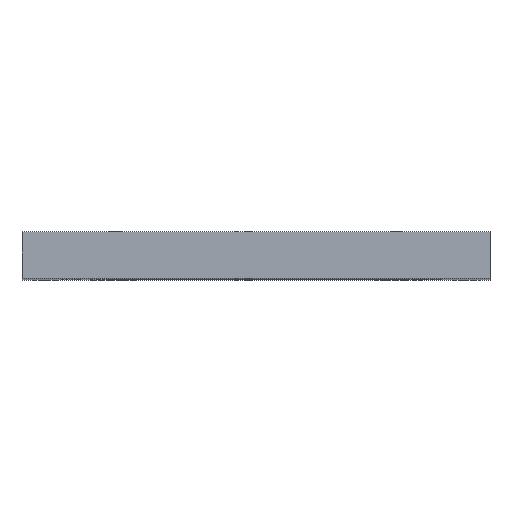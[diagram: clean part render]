
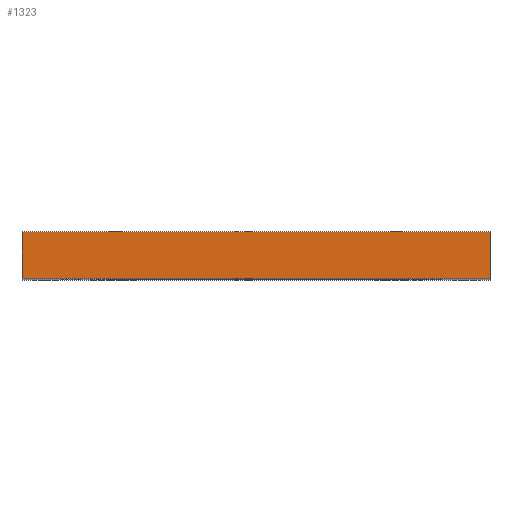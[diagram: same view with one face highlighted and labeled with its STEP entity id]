
A CAD part, top view. The second image highlights one B-rep face of the part: STEP entity #1323.
In plain terms, the highlighted planar face has unit normal (0, 0, 1).
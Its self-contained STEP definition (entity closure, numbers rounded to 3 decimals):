
#116=PLANE('',#1488);
#179=FACE_OUTER_BOUND('',#291,.T.);
#291=EDGE_LOOP('',(#1086,#1087,#1088,#1089));
#369=LINE('',#1943,#453);
#386=LINE('',#1997,#470);
#392=LINE('',#2015,#476);
#416=LINE('',#2208,#500);
#453=VECTOR('',#1544,10.);
#470=VECTOR('',#1591,10.);
#476=VECTOR('',#1607,10.);
#500=VECTOR('',#1829,10.);
#622=VERTEX_POINT('',#1940);
#623=VERTEX_POINT('',#1942);
#645=VERTEX_POINT('',#1995);
#652=VERTEX_POINT('',#2013);
#753=EDGE_CURVE('',#623,#622,#369,.T.);
#780=EDGE_CURVE('',#645,#622,#386,.T.);
#789=EDGE_CURVE('',#652,#645,#392,.T.);
#872=EDGE_CURVE('',#623,#652,#416,.T.);
#1086=ORIENTED_EDGE('',*,*,#872,.F.);
#1087=ORIENTED_EDGE('',*,*,#753,.T.);
#1088=ORIENTED_EDGE('',*,*,#780,.F.);
#1089=ORIENTED_EDGE('',*,*,#789,.F.);
#1323=ADVANCED_FACE('',(#179),#116,.T.);
#1488=AXIS2_PLACEMENT_3D('',#2207,#1827,#1828);
#1544=DIRECTION('',(0.,1.,0.));
#1591=DIRECTION('',(1.,0.,0.));
#1607=DIRECTION('',(0.,1.,0.));
#1827=DIRECTION('center_axis',(0.,0.,1.));
#1828=DIRECTION('ref_axis',(1.,0.,0.));
#1829=DIRECTION('',(-1.,0.,0.));
#1940=CARTESIAN_POINT('',(30.,6.,70.));
#1942=CARTESIAN_POINT('',(30.,0.,70.));
#1943=CARTESIAN_POINT('',(30.,0.,70.));
#1995=CARTESIAN_POINT('',(-30.,6.,70.));
#1997=CARTESIAN_POINT('',(30.,6.,70.));
#2013=CARTESIAN_POINT('',(-30.,0.,70.));
#2015=CARTESIAN_POINT('',(-30.,0.,70.));
#2207=CARTESIAN_POINT('Origin',(-30.,0.,70.));
#2208=CARTESIAN_POINT('',(30.,0.,70.));
